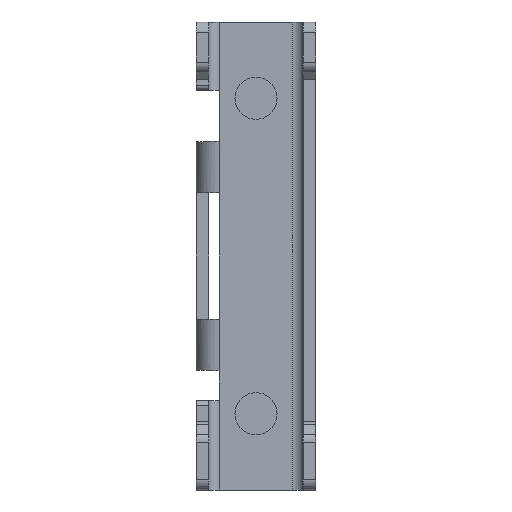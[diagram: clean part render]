
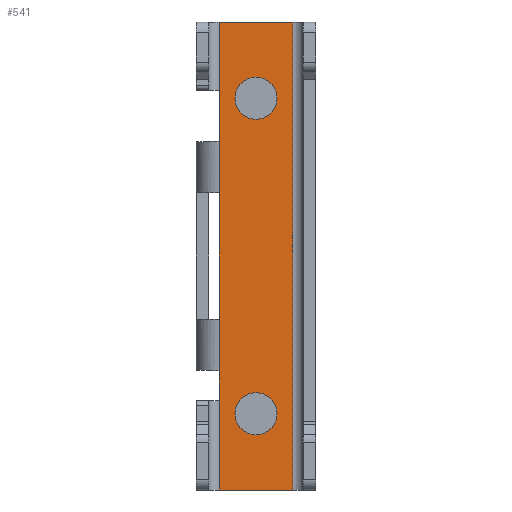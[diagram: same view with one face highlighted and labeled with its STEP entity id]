
A CAD part, front view. The second image highlights one B-rep face of the part: STEP entity #541.
In plain terms, the highlighted planar face has unit normal (0, -1, 0).
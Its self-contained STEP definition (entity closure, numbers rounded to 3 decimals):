
#12 = AXIS2_PLACEMENT_3D ( 'NONE', #3141, #1178, #2048 ) ;
#59 = ORIENTED_EDGE ( 'NONE', *, *, #2914, .T. ) ;
#75 = CARTESIAN_POINT ( 'NONE',  ( -3.5, 10., 6. ) ) ;
#86 = FACE_BOUND ( 'NONE', #2191, .T. ) ;
#104 = ORIENTED_EDGE ( 'NONE', *, *, #1820, .T. ) ;
#135 = EDGE_CURVE ( 'NONE', #2132, #1578, #240, .T. ) ;
#151 = ORIENTED_EDGE ( 'NONE', *, *, #352, .F. ) ;
#182 = AXIS2_PLACEMENT_3D ( 'NONE', #4269, #3273, #3556 ) ;
#195 = EDGE_CURVE ( 'NONE', #3378, #3774, #4305, .T. ) ;
#217 = DIRECTION ( 'NONE',  ( 0., 0., -1. ) ) ;
#221 = VERTEX_POINT ( 'NONE', #1149 ) ;
#240 = LINE ( 'NONE', #4011, #3311 ) ;
#322 = VECTOR ( 'NONE', #3517, 1000. ) ;
#352 = EDGE_CURVE ( 'NONE', #3272, #484, #533, .T. ) ;
#396 = VERTEX_POINT ( 'NONE', #2583 ) ;
#404 = CARTESIAN_POINT ( 'NONE',  ( -3.5, 10., 15.75 ) ) ;
#408 = VECTOR ( 'NONE', #4080, 1000. ) ;
#484 = VERTEX_POINT ( 'NONE', #957 ) ;
#519 = LINE ( 'NONE', #3151, #322 ) ;
#533 = LINE ( 'NONE', #1251, #2416 ) ;
#541 = ADVANCED_FACE ( 'NONE', ( #2105, #86, #1388 ), #3380, .T. ) ;
#613 = EDGE_CURVE ( 'NONE', #2538, #3272, #3420, .T. ) ;
#695 = DIRECTION ( 'NONE',  ( 0., 0., -1. ) ) ;
#778 = CARTESIAN_POINT ( 'NONE',  ( -3.5, 10., 10.9 ) ) ;
#812 = ORIENTED_EDGE ( 'NONE', *, *, #135, .T. ) ;
#814 = VERTEX_POINT ( 'NONE', #2202 ) ;
#872 = VERTEX_POINT ( 'NONE', #2930 ) ;
#957 = CARTESIAN_POINT ( 'NONE',  ( -3.5, 10., -22.25 ) ) ;
#962 = VECTOR ( 'NONE', #1279, 1000. ) ;
#1021 = EDGE_LOOP ( 'NONE', ( #3190, #1439 ) ) ;
#1041 = VECTOR ( 'NONE', #4058, 1000. ) ;
#1079 = DIRECTION ( 'NONE',  ( 0., 1., 0. ) ) ;
#1149 = CARTESIAN_POINT ( 'NONE',  ( -3.5, 10., -6. ) ) ;
#1178 = DIRECTION ( 'NONE',  ( 0., 1., 0. ) ) ;
#1190 = VERTEX_POINT ( 'NONE', #3748 ) ;
#1229 = DIRECTION ( 'NONE',  ( 0., 0., -1. ) ) ;
#1245 = ORIENTED_EDGE ( 'NONE', *, *, #3946, .T. ) ;
#1251 = CARTESIAN_POINT ( 'NONE',  ( -4.5, 10., -22.25 ) ) ;
#1279 = DIRECTION ( 'NONE',  ( 0., 0., -1. ) ) ;
#1343 = ORIENTED_EDGE ( 'NONE', *, *, #4279, .T. ) ;
#1376 = CIRCLE ( 'NONE', #1675, 2. ) ;
#1388 = FACE_OUTER_BOUND ( 'NONE', #4085, .T. ) ;
#1414 = CARTESIAN_POINT ( 'NONE',  ( 3.5, 10., 22.25 ) ) ;
#1439 = ORIENTED_EDGE ( 'NONE', *, *, #195, .T. ) ;
#1506 = ORIENTED_EDGE ( 'NONE', *, *, #3719, .T. ) ;
#1516 = LINE ( 'NONE', #778, #408 ) ;
#1578 = VERTEX_POINT ( 'NONE', #3676 ) ;
#1675 = AXIS2_PLACEMENT_3D ( 'NONE', #2318, #1079, #695 ) ;
#1719 = EDGE_CURVE ( 'NONE', #3994, #221, #519, .T. ) ;
#1723 = CIRCLE ( 'NONE', #2917, 2. ) ;
#1732 = ORIENTED_EDGE ( 'NONE', *, *, #613, .F. ) ;
#1820 = EDGE_CURVE ( 'NONE', #814, #2701, #3750, .T. ) ;
#2002 = EDGE_CURVE ( 'NONE', #2701, #814, #1376, .T. ) ;
#2016 = DIRECTION ( 'NONE',  ( 0., 0., -1. ) ) ;
#2048 = DIRECTION ( 'NONE',  ( 0., 0., -1. ) ) ;
#2079 = LINE ( 'NONE', #2435, #3903 ) ;
#2090 = CARTESIAN_POINT ( 'NONE',  ( 0., 10., -13. ) ) ;
#2105 = FACE_BOUND ( 'NONE', #1021, .T. ) ;
#2132 = VERTEX_POINT ( 'NONE', #404 ) ;
#2176 = LINE ( 'NONE', #2204, #3843 ) ;
#2191 = EDGE_LOOP ( 'NONE', ( #2293, #104 ) ) ;
#2202 = CARTESIAN_POINT ( 'NONE',  ( 0., 10., -17. ) ) ;
#2204 = CARTESIAN_POINT ( 'NONE',  ( -3.5, 10., 22.25 ) ) ;
#2227 = EDGE_CURVE ( 'NONE', #872, #2132, #3973, .T. ) ;
#2293 = ORIENTED_EDGE ( 'NONE', *, *, #2002, .T. ) ;
#2318 = CARTESIAN_POINT ( 'NONE',  ( 0., 10., -15. ) ) ;
#2342 = AXIS2_PLACEMENT_3D ( 'NONE', #2367, #2653, #3683 ) ;
#2367 = CARTESIAN_POINT ( 'NONE',  ( -4.5, 10., 22.25 ) ) ;
#2416 = VECTOR ( 'NONE', #3524, 1000. ) ;
#2433 = EDGE_CURVE ( 'NONE', #3774, #3378, #1723, .T. ) ;
#2435 = CARTESIAN_POINT ( 'NONE',  ( -4.5, 10., 22.25 ) ) ;
#2538 = VERTEX_POINT ( 'NONE', #2691 ) ;
#2583 = CARTESIAN_POINT ( 'NONE',  ( -3.5, 10., -13.75 ) ) ;
#2627 = VECTOR ( 'NONE', #3450, 1000. ) ;
#2653 = DIRECTION ( 'NONE',  ( 0., -1., 0. ) ) ;
#2691 = CARTESIAN_POINT ( 'NONE',  ( 3.5, 10., 22.25 ) ) ;
#2701 = VERTEX_POINT ( 'NONE', #2090 ) ;
#2885 = LINE ( 'NONE', #4230, #962 ) ;
#2912 = DIRECTION ( 'NONE',  ( 0., 1., 0. ) ) ;
#2914 = EDGE_CURVE ( 'NONE', #1190, #396, #2885, .T. ) ;
#2917 = AXIS2_PLACEMENT_3D ( 'NONE', #3541, #2912, #1229 ) ;
#2918 = LINE ( 'NONE', #3099, #1041 ) ;
#2930 = CARTESIAN_POINT ( 'NONE',  ( -3.5, 10., 22.25 ) ) ;
#3081 = DIRECTION ( 'NONE',  ( 0., 0., -1. ) ) ;
#3093 = VECTOR ( 'NONE', #3081, 1000. ) ;
#3099 = CARTESIAN_POINT ( 'NONE',  ( -3.5, 10., 10.9 ) ) ;
#3141 = CARTESIAN_POINT ( 'NONE',  ( 0., 10., 15. ) ) ;
#3151 = CARTESIAN_POINT ( 'NONE',  ( -3.5, 10., -6. ) ) ;
#3190 = ORIENTED_EDGE ( 'NONE', *, *, #2433, .T. ) ;
#3272 = VERTEX_POINT ( 'NONE', #3486 ) ;
#3273 = DIRECTION ( 'NONE',  ( 0., 1., 0. ) ) ;
#3311 = VECTOR ( 'NONE', #2016, 1000. ) ;
#3378 = VERTEX_POINT ( 'NONE', #3540 ) ;
#3380 = PLANE ( 'NONE',  #2342 ) ;
#3389 = CARTESIAN_POINT ( 'NONE',  ( 0., 10., 13. ) ) ;
#3420 = LINE ( 'NONE', #1414, #2627 ) ;
#3441 = DIRECTION ( 'NONE',  ( -1., 0., 0. ) ) ;
#3450 = DIRECTION ( 'NONE',  ( 0., 0., -1. ) ) ;
#3486 = CARTESIAN_POINT ( 'NONE',  ( 3.5, 10., -22.25 ) ) ;
#3517 = DIRECTION ( 'NONE',  ( 0., 0., -1. ) ) ;
#3524 = DIRECTION ( 'NONE',  ( -1., 0., 0. ) ) ;
#3540 = CARTESIAN_POINT ( 'NONE',  ( 0., 10., 17. ) ) ;
#3541 = CARTESIAN_POINT ( 'NONE',  ( 0., 10., 15. ) ) ;
#3556 = DIRECTION ( 'NONE',  ( 0., 0., -1. ) ) ;
#3628 = ORIENTED_EDGE ( 'NONE', *, *, #2227, .T. ) ;
#3676 = CARTESIAN_POINT ( 'NONE',  ( -3.5, 10., 10.9 ) ) ;
#3683 = DIRECTION ( 'NONE',  ( 0., 0., -1. ) ) ;
#3719 = EDGE_CURVE ( 'NONE', #221, #1190, #2918, .T. ) ;
#3746 = ORIENTED_EDGE ( 'NONE', *, *, #1719, .T. ) ;
#3748 = CARTESIAN_POINT ( 'NONE',  ( -3.5, 10., -10.9 ) ) ;
#3750 = CIRCLE ( 'NONE', #182, 2. ) ;
#3770 = CARTESIAN_POINT ( 'NONE',  ( -3.5, 10., 22.25 ) ) ;
#3774 = VERTEX_POINT ( 'NONE', #3389 ) ;
#3843 = VECTOR ( 'NONE', #217, 1000. ) ;
#3903 = VECTOR ( 'NONE', #3441, 1000. ) ;
#3946 = EDGE_CURVE ( 'NONE', #2538, #872, #2079, .T. ) ;
#3973 = LINE ( 'NONE', #3770, #3093 ) ;
#3994 = VERTEX_POINT ( 'NONE', #75 ) ;
#4009 = EDGE_CURVE ( 'NONE', #1578, #3994, #1516, .T. ) ;
#4011 = CARTESIAN_POINT ( 'NONE',  ( -3.5, 10., 22.25 ) ) ;
#4051 = ORIENTED_EDGE ( 'NONE', *, *, #4009, .T. ) ;
#4058 = DIRECTION ( 'NONE',  ( 0., 0., -1. ) ) ;
#4080 = DIRECTION ( 'NONE',  ( 0., 0., -1. ) ) ;
#4085 = EDGE_LOOP ( 'NONE', ( #151, #1732, #1245, #3628, #812, #4051, #3746, #1506, #59, #1343 ) ) ;
#4230 = CARTESIAN_POINT ( 'NONE',  ( -3.5, 10., 22.25 ) ) ;
#4269 = CARTESIAN_POINT ( 'NONE',  ( 0., 10., -15. ) ) ;
#4279 = EDGE_CURVE ( 'NONE', #396, #484, #2176, .T. ) ;
#4305 = CIRCLE ( 'NONE', #12, 2. ) ;
